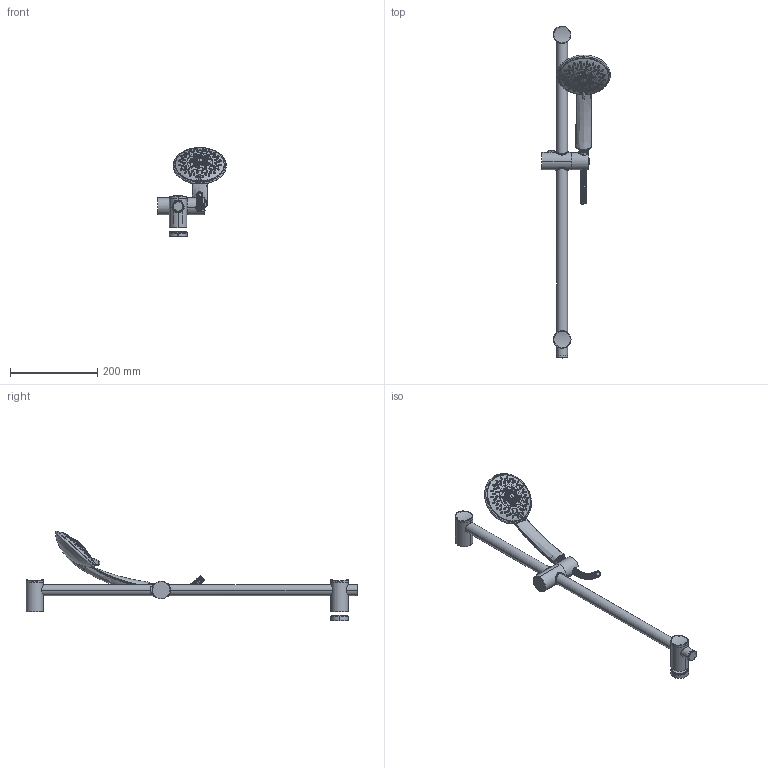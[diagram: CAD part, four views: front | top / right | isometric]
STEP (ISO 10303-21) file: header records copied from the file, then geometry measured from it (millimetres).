
FILE_DESCRIPTION((''),'2;1');
FILE_NAME('ZSAL132CR','2021-11-15T12:51:40',('ut3'),('PAFFONI SpA'),'CREO PARAMETRIC BY PTC INC, 2020044','CREO PARAMETRIC BY PTC INC, 2020044','');
FILE_SCHEMA(('CONFIG_CONTROL_DESIGN','SHAPE_APPEARANCE_LAYERS_GROUPS'));
Length unit declared in the file: millimetre
Products named in the file (1): ZSAL132CR
Bounding box: 157.89 x 762.5 x 205.05 mm (x, y, z)
Surface area: 245869.4 mm2 (no closed solid volume)
Topology: 0 solids, 149 shells, 905 faces, 2793 edges, 2016 vertices
Faces by surface type: bspline 220, cylinder 217, plane 166, extrusion 121, revolution 68, cone 53, torus 52, sphere 8
Entity records: 87237 total; most frequent: CARTESIAN_POINT 58822, ORIENTED_EDGE 4336, DIRECTION 3338, EDGE_CURVE 2784, VERTEX_POINT 2013, B_SPLINE_CURVE_WITH_KNOTS 1540, AXIS2_PLACEMENT_3D 1220, EDGE_LOOP 1154
